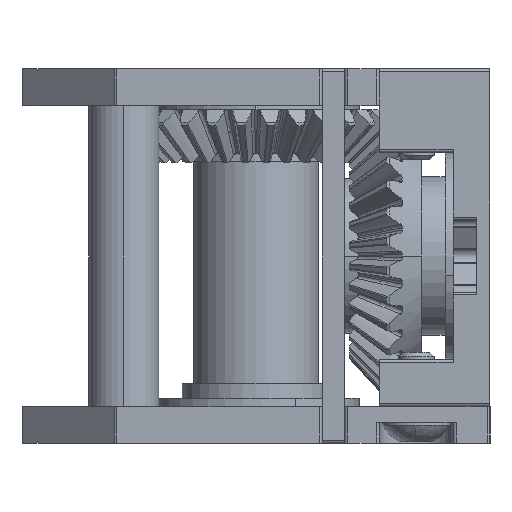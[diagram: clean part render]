
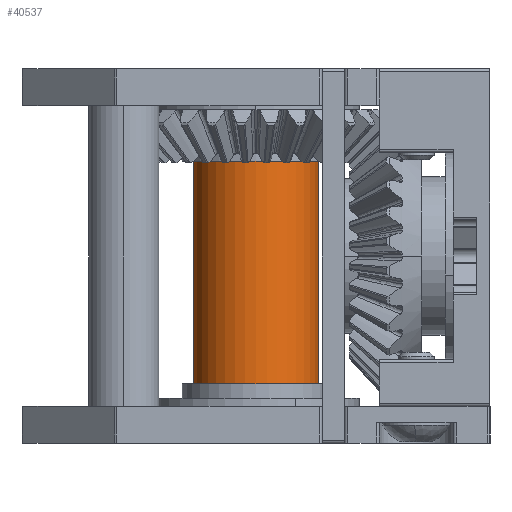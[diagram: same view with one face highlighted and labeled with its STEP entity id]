
A CAD part, left-side view. The second image highlights one B-rep face of the part: STEP entity #40537.
In plain terms, the highlighted cylindrical face has radius 8.495 mm (diameter 16.99 mm), a partial arc.
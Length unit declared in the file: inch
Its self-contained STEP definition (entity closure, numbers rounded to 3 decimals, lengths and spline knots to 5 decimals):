
#5831 = VERTEX_POINT ( 'NONE', #6095 ) ;
#6095 = CARTESIAN_POINT ( 'NONE',  ( 0., 0.40374, -0.6811 ) ) ;
#6731 = LINE ( 'NONE', #15889, #34984 ) ;
#10042 = CIRCLE ( 'NONE', #54420, 0.33445 ) ;
#12788 = CARTESIAN_POINT ( 'NONE',  ( 0., 0.73819, -0.6811 ) ) ;
#14711 = CIRCLE ( 'NONE', #45804, 0.33445 ) ;
#15884 = VERTEX_POINT ( 'NONE', #55463 ) ;
#15889 = CARTESIAN_POINT ( 'NONE',  ( 0., 1.07264, -1. ) ) ;
#18165 = CARTESIAN_POINT ( 'NONE',  ( 0., 0.73819, 0.50642 ) ) ;
#19879 = CYLINDRICAL_SURFACE ( 'NONE', #40468, 0.33445 ) ;
#22687 = EDGE_CURVE ( 'NONE', #24563, #15884, #14711, .T. ) ;
#24563 = VERTEX_POINT ( 'NONE', #39845 ) ;
#24618 = DIRECTION ( 'NONE',  ( 0., 0., -1. ) ) ;
#24738 = VERTEX_POINT ( 'NONE', #25310 ) ;
#25310 = CARTESIAN_POINT ( 'NONE',  ( 0., 1.07264, -0.6811 ) ) ;
#27623 = DIRECTION ( 'NONE',  ( 0., 0., -1. ) ) ;
#28697 = EDGE_CURVE ( 'NONE', #15884, #24738, #6731, .T. ) ;
#29997 = EDGE_LOOP ( 'NONE', ( #51845, #56387, #42774, #33261 ) ) ;
#30818 = DIRECTION ( 'NONE',  ( 0., 0., -1. ) ) ;
#32082 = DIRECTION ( 'NONE',  ( 0., 1., 0. ) ) ;
#33045 = VECTOR ( 'NONE', #57963, 39.37008 ) ;
#33261 = ORIENTED_EDGE ( 'NONE', *, *, #47691, .F. ) ;
#33626 = DIRECTION ( 'NONE',  ( 0., 0., -1. ) ) ;
#34984 = VECTOR ( 'NONE', #33626, 39.37008 ) ;
#39845 = CARTESIAN_POINT ( 'NONE',  ( 0., 0.40374, 0.50642 ) ) ;
#40468 = AXIS2_PLACEMENT_3D ( 'NONE', #42631, #24618, #51216 ) ;
#40537 = ADVANCED_FACE ( 'NONE', ( #45884 ), #19879, .T. ) ;
#42502 = EDGE_CURVE ( 'NONE', #24563, #5831, #45254, .T. ) ;
#42631 = CARTESIAN_POINT ( 'NONE',  ( 0., 0.73819, -1. ) ) ;
#42774 = ORIENTED_EDGE ( 'NONE', *, *, #28697, .T. ) ;
#45254 = LINE ( 'NONE', #57679, #33045 ) ;
#45804 = AXIS2_PLACEMENT_3D ( 'NONE', #18165, #27623, #32082 ) ;
#45884 = FACE_OUTER_BOUND ( 'NONE', #29997, .T. ) ;
#47691 = EDGE_CURVE ( 'NONE', #5831, #24738, #10042, .T. ) ;
#49411 = DIRECTION ( 'NONE',  ( 0., 1., 0. ) ) ;
#51216 = DIRECTION ( 'NONE',  ( 0., 1., 0. ) ) ;
#51845 = ORIENTED_EDGE ( 'NONE', *, *, #42502, .F. ) ;
#54420 = AXIS2_PLACEMENT_3D ( 'NONE', #12788, #30818, #49411 ) ;
#55463 = CARTESIAN_POINT ( 'NONE',  ( 0., 1.07264, 0.50642 ) ) ;
#56387 = ORIENTED_EDGE ( 'NONE', *, *, #22687, .T. ) ;
#57679 = CARTESIAN_POINT ( 'NONE',  ( 0., 0.40374, -1. ) ) ;
#57963 = DIRECTION ( 'NONE',  ( 0., 0., -1. ) ) ;
